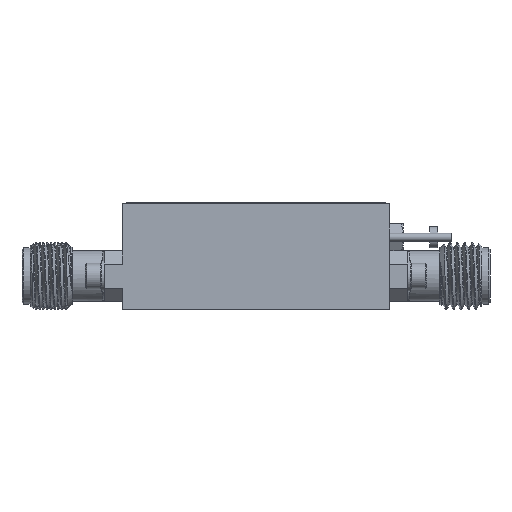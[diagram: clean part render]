
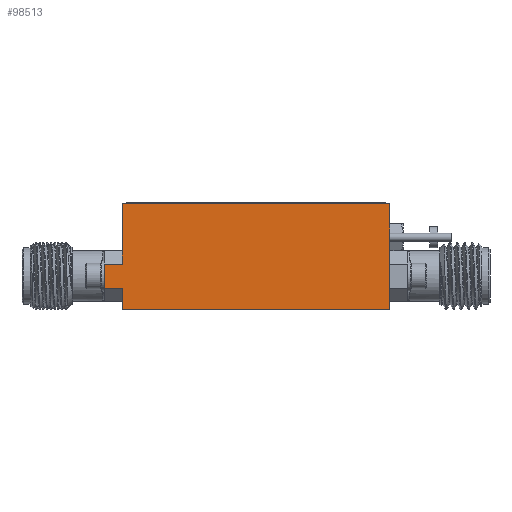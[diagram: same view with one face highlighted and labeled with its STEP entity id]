
A CAD part, left-side view. The second image highlights one B-rep face of the part: STEP entity #98513.
In plain terms, the highlighted planar face has unit normal (-1, 0, 0).
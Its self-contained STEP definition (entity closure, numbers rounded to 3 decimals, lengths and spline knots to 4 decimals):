
#1129 = DIRECTION ( 'NONE',  ( 0., 1., 0. ) ) ;
#1887 = VERTEX_POINT ( 'NONE', #100192 ) ;
#1994 = VECTOR ( 'NONE', #33405, 39.3701 ) ;
#2548 = EDGE_CURVE ( 'NONE', #9066, #95178, #73793, .T. ) ;
#3937 = CARTESIAN_POINT ( 'NONE',  ( -0.5, 0.568, -0.12 ) ) ;
#4514 = DIRECTION ( 'NONE',  ( 0., 0., -1. ) ) ;
#6670 = CARTESIAN_POINT ( 'NONE',  ( -0.5, 0.5, -0.12 ) ) ;
#7772 = ORIENTED_EDGE ( 'NONE', *, *, #14817, .T. ) ;
#9066 = VERTEX_POINT ( 'NONE', #9076 ) ;
#9076 = CARTESIAN_POINT ( 'NONE',  ( -0.5, 0.5, -0.2 ) ) ;
#14817 = EDGE_CURVE ( 'NONE', #97792, #70505, #96300, .T. ) ;
#15276 = CARTESIAN_POINT ( 'NONE',  ( -0.5, 0.5, 0.2 ) ) ;
#15776 = ORIENTED_EDGE ( 'NONE', *, *, #73473, .F. ) ;
#17085 = ORIENTED_EDGE ( 'NONE', *, *, #43385, .F. ) ;
#17680 = CARTESIAN_POINT ( 'NONE',  ( -0.5, 0.5, 0.195 ) ) ;
#22506 = EDGE_CURVE ( 'NONE', #70505, #9066, #46290, .T. ) ;
#24570 = DIRECTION ( 'NONE',  ( 0., 0., -1. ) ) ;
#29136 = CARTESIAN_POINT ( 'NONE',  ( -0.5, -0.5, 0.195 ) ) ;
#31831 = CARTESIAN_POINT ( 'NONE',  ( -0.5, -0.5, -0.2 ) ) ;
#33222 = VECTOR ( 'NONE', #39219, 39.3701 ) ;
#33405 = DIRECTION ( 'NONE',  ( 0., 0., -1. ) ) ;
#38547 = EDGE_CURVE ( 'NONE', #61499, #68744, #97019, .T. ) ;
#39101 = ORIENTED_EDGE ( 'NONE', *, *, #22506, .T. ) ;
#39219 = DIRECTION ( 'NONE',  ( 0., 0., -1. ) ) ;
#39277 = VECTOR ( 'NONE', #87496, 39.3701 ) ;
#39533 = CARTESIAN_POINT ( 'NONE',  ( -0.5, -0.5, -0.2 ) ) ;
#41598 = CARTESIAN_POINT ( 'NONE',  ( -0.5, 0.568, 0.02 ) ) ;
#41936 = LINE ( 'NONE', #50084, #50873 ) ;
#43385 = EDGE_CURVE ( 'NONE', #1887, #95178, #88826, .T. ) ;
#44491 = DIRECTION ( 'NONE',  ( 0., -1., 0. ) ) ;
#46290 = LINE ( 'NONE', #60291, #92218 ) ;
#47079 = DIRECTION ( 'NONE',  ( 0., -1., 0. ) ) ;
#50084 = CARTESIAN_POINT ( 'NONE',  ( -0.5, 0.568, -0.03 ) ) ;
#50873 = VECTOR ( 'NONE', #1129, 39.3701 ) ;
#51391 = VECTOR ( 'NONE', #44491, 39.3701 ) ;
#60104 = LINE ( 'NONE', #41598, #104705 ) ;
#60291 = CARTESIAN_POINT ( 'NONE',  ( -0.5, 0.5, 0.2 ) ) ;
#60484 = ORIENTED_EDGE ( 'NONE', *, *, #2548, .T. ) ;
#61499 = VERTEX_POINT ( 'NONE', #17680 ) ;
#64409 = ORIENTED_EDGE ( 'NONE', *, *, #38547, .T. ) ;
#65929 = CARTESIAN_POINT ( 'NONE',  ( -0.5, -0.5, 0.2 ) ) ;
#67726 = ORIENTED_EDGE ( 'NONE', *, *, #90179, .T. ) ;
#68744 = VERTEX_POINT ( 'NONE', #101278 ) ;
#70505 = VERTEX_POINT ( 'NONE', #6670 ) ;
#73439 = PLANE ( 'NONE',  #96907 ) ;
#73473 = EDGE_CURVE ( 'NONE', #97792, #100440, #60104, .T. ) ;
#73793 = LINE ( 'NONE', #31831, #39277 ) ;
#76368 = FACE_OUTER_BOUND ( 'NONE', #105251, .T. ) ;
#82056 = LINE ( 'NONE', #29136, #51391 ) ;
#85661 = EDGE_CURVE ( 'NONE', #61499, #1887, #82056, .T. ) ;
#87095 = ORIENTED_EDGE ( 'NONE', *, *, #85661, .F. ) ;
#87496 = DIRECTION ( 'NONE',  ( 0., -1., 0. ) ) ;
#88602 = VECTOR ( 'NONE', #47079, 39.3701 ) ;
#88826 = LINE ( 'NONE', #65929, #1994 ) ;
#90179 = EDGE_CURVE ( 'NONE', #68744, #100440, #41936, .T. ) ;
#92218 = VECTOR ( 'NONE', #4514, 39.3701 ) ;
#95178 = VERTEX_POINT ( 'NONE', #39533 ) ;
#95922 = CARTESIAN_POINT ( 'NONE',  ( -0.5, 0.568, -0.12 ) ) ;
#96300 = LINE ( 'NONE', #95922, #88602 ) ;
#96907 = AXIS2_PLACEMENT_3D ( 'NONE', #105910, #105232, #24570 ) ;
#97019 = LINE ( 'NONE', #15276, #33222 ) ;
#97792 = VERTEX_POINT ( 'NONE', #3937 ) ;
#98513 = ADVANCED_FACE ( 'NONE', ( #76368 ), #73439, .F. ) ;
#99038 = DIRECTION ( 'NONE',  ( 0., 0., 1. ) ) ;
#100192 = CARTESIAN_POINT ( 'NONE',  ( -0.5, -0.5, 0.195 ) ) ;
#100440 = VERTEX_POINT ( 'NONE', #102373 ) ;
#101278 = CARTESIAN_POINT ( 'NONE',  ( -0.5, 0.5, -0.03 ) ) ;
#102373 = CARTESIAN_POINT ( 'NONE',  ( -0.5, 0.568, -0.03 ) ) ;
#104705 = VECTOR ( 'NONE', #99038, 39.3701 ) ;
#105232 = DIRECTION ( 'NONE',  ( 1., 0., 0. ) ) ;
#105251 = EDGE_LOOP ( 'NONE', ( #87095, #64409, #67726, #15776, #7772, #39101, #60484, #17085 ) ) ;
#105910 = CARTESIAN_POINT ( 'NONE',  ( -0.5, -0.5, 0.2 ) ) ;
